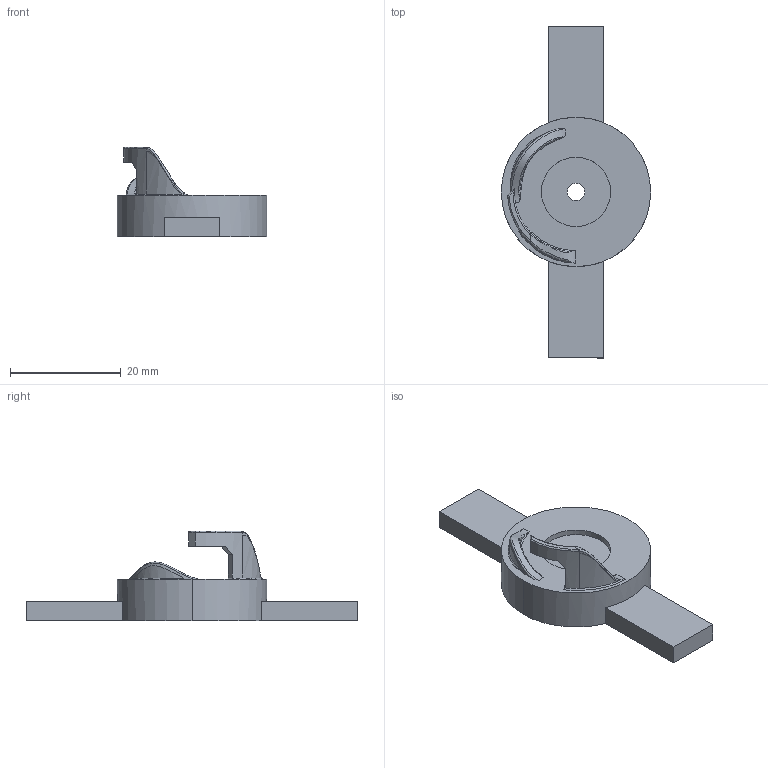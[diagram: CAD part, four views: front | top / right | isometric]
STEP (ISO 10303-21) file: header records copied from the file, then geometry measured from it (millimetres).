
FILE_DESCRIPTION (( 'STEP AP214' ), '1' );
FILE_NAME ('derailleur-separate.STEP', '2025-12-12T18:52:27', ( '' ), ( '' ), 'SwSTEP 2.0', 'SolidWorks 2025', '' );
FILE_SCHEMA (( 'AUTOMOTIVE_DESIGN' ));
Length unit declared in the file: millimetre
Products named in the file (1): derailleur-separate
Bounding box: 27 x 60 x 16.25 mm (x, y, z)
Volume: 5272.1 mm3; surface area: 3080.6 mm2
Topology: 1 solids, 1 shells, 56 faces, 142 edges, 92 vertices
Faces by surface type: bspline 23, plane 18, cylinder 11, cone 2, torus 2
Entity records: 3911 total; most frequent: CARTESIAN_POINT 2710, ORIENTED_EDGE 284, DIRECTION 175, EDGE_CURVE 142, VERTEX_POINT 92, AXIS2_PLACEMENT_3D 64, B_SPLINE_CURVE_WITH_KNOTS 63, EDGE_LOOP 62
